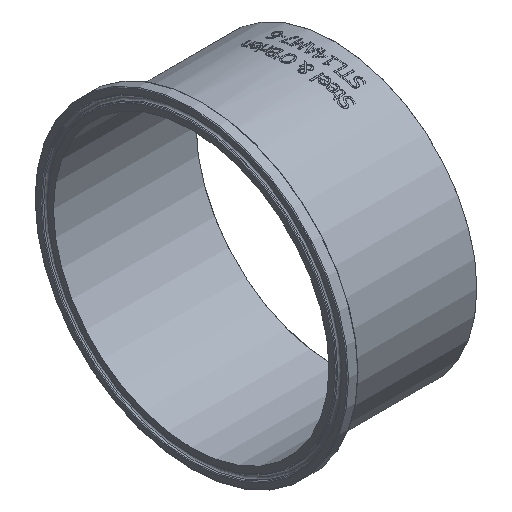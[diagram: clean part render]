
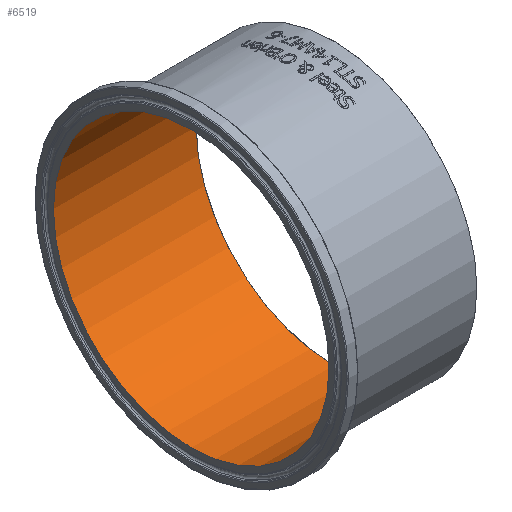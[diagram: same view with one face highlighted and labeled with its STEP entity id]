
A CAD part, isometric view. The second image highlights one B-rep face of the part: STEP entity #6519.
In plain terms, the highlighted cylindrical face has radius 73.431 mm (diameter 146.863 mm), a full revolution.
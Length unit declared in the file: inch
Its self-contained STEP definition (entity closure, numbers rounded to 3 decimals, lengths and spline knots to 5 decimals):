
#111=FACE_BOUND('',#1509,.T.);
#1100=FACE_OUTER_BOUND('',#1508,.T.);
#1508=EDGE_LOOP('',(#6077));
#1509=EDGE_LOOP('',(#6078));
#1686=CIRCLE('',#6931,2.891);
#1688=CIRCLE('',#6935,2.891);
#3215=VERTEX_POINT('',#13973);
#3217=VERTEX_POINT('',#13979);
#4174=EDGE_CURVE('',#3215,#3215,#1686,.T.);
#4176=EDGE_CURVE('',#3217,#3217,#1688,.T.);
#6077=ORIENTED_EDGE('',*,*,#4176,.F.);
#6078=ORIENTED_EDGE('',*,*,#4174,.F.);
#6136=CYLINDRICAL_SURFACE('',#6934,2.891);
#6519=ADVANCED_FACE('',(#1100,#111),#6136,.F.);
#6931=AXIS2_PLACEMENT_3D('',#13974,#8192,#8193);
#6934=AXIS2_PLACEMENT_3D('',#13978,#8198,#8199);
#6935=AXIS2_PLACEMENT_3D('',#13980,#8200,#8201);
#8192=DIRECTION('center_axis',(-1.,0.,0.));
#8193=DIRECTION('ref_axis',(0.,-1.,0.));
#8198=DIRECTION('center_axis',(1.,0.,0.));
#8199=DIRECTION('ref_axis',(0.,1.,0.));
#8200=DIRECTION('center_axis',(1.,0.,0.));
#8201=DIRECTION('ref_axis',(0.,0.,-1.));
#13973=CARTESIAN_POINT('',(2.995,2.891,0.));
#13974=CARTESIAN_POINT('Origin',(2.995,0.,0.));
#13978=CARTESIAN_POINT('Origin',(1.5155,0.,0.));
#13979=CARTESIAN_POINT('',(0.,2.891,0.));
#13980=CARTESIAN_POINT('Origin',(0.,0.,0.));
